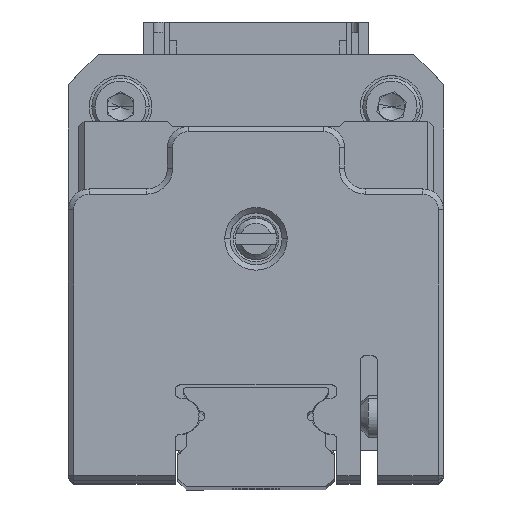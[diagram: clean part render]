
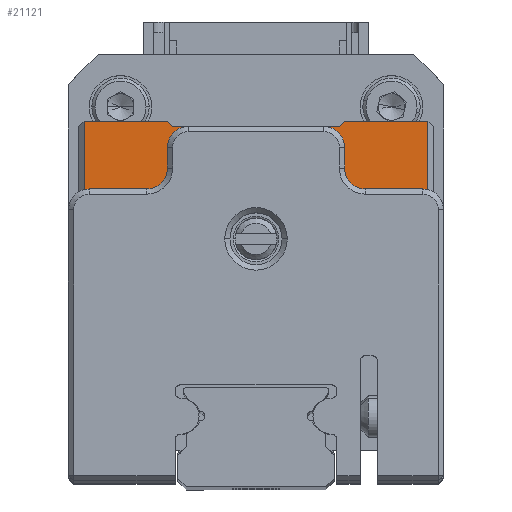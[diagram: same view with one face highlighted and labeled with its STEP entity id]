
A CAD part, top view. The second image highlights one B-rep face of the part: STEP entity #21121.
In plain terms, the highlighted planar face has unit normal (0, 0, 1).
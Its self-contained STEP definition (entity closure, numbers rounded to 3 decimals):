
#92 = CARTESIAN_POINT ( 'NONE',  ( -6.918, 16.865, 98.5 ) ) ;
#295 = EDGE_CURVE ( 'NONE', #42094, #60048, #4673, .T. ) ;
#2579 = VECTOR ( 'NONE', #52513, 1000. ) ;
#3243 = VERTEX_POINT ( 'NONE', #19574 ) ;
#3767 = DIRECTION ( 'NONE',  ( 1., 0., 0. ) ) ;
#3822 = CARTESIAN_POINT ( 'NONE',  ( -6.918, 16.865, 98.5 ) ) ;
#4673 = LINE ( 'NONE', #3822, #51490 ) ;
#5609 = EDGE_CURVE ( 'NONE', #27546, #23023, #52760, .T. ) ;
#5803 = DIRECTION ( 'NONE',  ( 0., 0., 1. ) ) ;
#6530 = EDGE_CURVE ( 'NONE', #13222, #57438, #49005, .T. ) ;
#7828 = EDGE_CURVE ( 'NONE', #22843, #30955, #38686, .T. ) ;
#7888 = DIRECTION ( 'NONE',  ( 0., 0., 1. ) ) ;
#9639 = ORIENTED_EDGE ( 'NONE', *, *, #26252, .T. ) ;
#10177 = EDGE_CURVE ( 'NONE', #42094, #25271, #24890, .T. ) ;
#10184 = CIRCLE ( 'NONE', #42066, 2.1 ) ;
#11205 = AXIS2_PLACEMENT_3D ( 'NONE', #18486, #51174, #23222 ) ;
#12777 = EDGE_CURVE ( 'NONE', #45617, #3243, #50204, .T. ) ;
#12894 = VECTOR ( 'NONE', #50933, 1000. ) ;
#12992 = CARTESIAN_POINT ( 'NONE',  ( 10.182, 5.875, 98.5 ) ) ;
#13222 = VERTEX_POINT ( 'NONE', #30900 ) ;
#13361 = CARTESIAN_POINT ( 'NONE',  ( -15.918, 17.365, 98.5 ) ) ;
#13547 = LINE ( 'NONE', #33956, #2579 ) ;
#14698 = ORIENTED_EDGE ( 'NONE', *, *, #295, .F. ) ;
#15860 = CARTESIAN_POINT ( 'NONE',  ( -15.918, 17.365, 98.5 ) ) ;
#15954 = CARTESIAN_POINT ( 'NONE',  ( 1.082, 5.915, 98.5 ) ) ;
#16693 = EDGE_CURVE ( 'NONE', #3243, #25915, #16877, .T. ) ;
#16877 = LINE ( 'NONE', #26208, #27872 ) ;
#18284 = PLANE ( 'NONE',  #40058 ) ;
#18486 = CARTESIAN_POINT ( 'NONE',  ( 8.082, 5.875, 98.5 ) ) ;
#18846 = FACE_OUTER_BOUND ( 'NONE', #39148, .T. ) ;
#19574 = CARTESIAN_POINT ( 'NONE',  ( -15.418, -1.385, 98.5 ) ) ;
#20024 = EDGE_LOOP ( 'NONE', ( #41158, #51261 ) ) ;
#20686 = DIRECTION ( 'NONE',  ( -1., 0., 0. ) ) ;
#21121 = ADVANCED_FACE ( 'NONE', ( #31317, #45200, #18846 ), #18284, .F. ) ;
#21438 = ORIENTED_EDGE ( 'NONE', *, *, #22647, .T. ) ;
#21598 = CARTESIAN_POINT ( 'NONE',  ( -3.418, -1.385, 98.5 ) ) ;
#21989 = CARTESIAN_POINT ( 'NONE',  ( -3.418, -1.885, 98.5 ) ) ;
#21997 = EDGE_LOOP ( 'NONE', ( #34829, #24033 ) ) ;
#22128 = CARTESIAN_POINT ( 'NONE',  ( -15.418, 17.365, 98.5 ) ) ;
#22251 = LINE ( 'NONE', #59815, #31760 ) ;
#22385 = CARTESIAN_POINT ( 'NONE',  ( 5.582, 5.915, 98.5 ) ) ;
#22440 = LINE ( 'NONE', #37740, #45821 ) ;
#22647 = EDGE_CURVE ( 'NONE', #49456, #55293, #13547, .T. ) ;
#22822 = CARTESIAN_POINT ( 'NONE',  ( 5.582, -1.385, 98.5 ) ) ;
#22843 = VERTEX_POINT ( 'NONE', #44352 ) ;
#22964 = CARTESIAN_POINT ( 'NONE',  ( -15.418, 17.365, 98.5 ) ) ;
#23023 = VERTEX_POINT ( 'NONE', #12992 ) ;
#23024 = DIRECTION ( 'NONE',  ( -1., 0., 0. ) ) ;
#23222 = DIRECTION ( 'NONE',  ( 1., 0., 0. ) ) ;
#23830 = DIRECTION ( 'NONE',  ( -0.707, -0.707, 0. ) ) ;
#24033 = ORIENTED_EDGE ( 'NONE', *, *, #5609, .F. ) ;
#24819 = EDGE_CURVE ( 'NONE', #23023, #27546, #44920, .T. ) ;
#24890 = LINE ( 'NONE', #54539, #60661 ) ;
#24899 = CARTESIAN_POINT ( 'NONE',  ( 17.582, 17.365, 98.5 ) ) ;
#24933 = LINE ( 'NONE', #21989, #49756 ) ;
#25028 = CIRCLE ( 'NONE', #48386, 4.5 ) ;
#25271 = VERTEX_POINT ( 'NONE', #40083 ) ;
#25915 = VERTEX_POINT ( 'NONE', #21598 ) ;
#26208 = CARTESIAN_POINT ( 'NONE',  ( -15.918, -1.385, 98.5 ) ) ;
#26252 = EDGE_CURVE ( 'NONE', #29111, #60048, #22440, .T. ) ;
#26541 = DIRECTION ( 'NONE',  ( -0.707, 0.707, 0. ) ) ;
#26770 = CARTESIAN_POINT ( 'NONE',  ( 8.082, 5.875, 98.5 ) ) ;
#26990 = ORIENTED_EDGE ( 'NONE', *, *, #60030, .F. ) ;
#27182 = ORIENTED_EDGE ( 'NONE', *, *, #10177, .T. ) ;
#27546 = VERTEX_POINT ( 'NONE', #46538 ) ;
#27872 = VECTOR ( 'NONE', #54177, 1000. ) ;
#28058 = CARTESIAN_POINT ( 'NONE',  ( -3.818, 5.875, 98.5 ) ) ;
#28750 = VERTEX_POINT ( 'NONE', #49523 ) ;
#29111 = VERTEX_POINT ( 'NONE', #33814 ) ;
#29213 = DIRECTION ( 'NONE',  ( 1., 0., 0. ) ) ;
#30000 = ORIENTED_EDGE ( 'NONE', *, *, #49862, .T. ) ;
#30900 = CARTESIAN_POINT ( 'NONE',  ( 17.582, -1.385, 98.5 ) ) ;
#30955 = VERTEX_POINT ( 'NONE', #28058 ) ;
#31317 = FACE_BOUND ( 'NONE', #21997, .T. ) ;
#31473 = DIRECTION ( 'NONE',  ( 1., 0., 0. ) ) ;
#31760 = VECTOR ( 'NONE', #3767, 1000. ) ;
#31784 = LINE ( 'NONE', #33718, #55146 ) ;
#33718 = CARTESIAN_POINT ( 'NONE',  ( -15.918, -1.385, 98.5 ) ) ;
#33814 = CARTESIAN_POINT ( 'NONE',  ( 9.582, 17.365, 98.5 ) ) ;
#33869 = CARTESIAN_POINT ( 'NONE',  ( -5.918, 5.875, 98.5 ) ) ;
#33956 = CARTESIAN_POINT ( 'NONE',  ( 5.582, 5.915, 98.5 ) ) ;
#34829 = ORIENTED_EDGE ( 'NONE', *, *, #24819, .F. ) ;
#34918 = DIRECTION ( 'NONE',  ( 1., 0., 0. ) ) ;
#35116 = ORIENTED_EDGE ( 'NONE', *, *, #16693, .T. ) ;
#35901 = DIRECTION ( 'NONE',  ( 0., 1., 0. ) ) ;
#35936 = CARTESIAN_POINT ( 'NONE',  ( -5.918, 5.875, 98.5 ) ) ;
#36441 = EDGE_CURVE ( 'NONE', #25915, #28750, #24933, .T. ) ;
#36597 = VECTOR ( 'NONE', #57591, 1000. ) ;
#37607 = LINE ( 'NONE', #15860, #51446 ) ;
#37740 = CARTESIAN_POINT ( 'NONE',  ( 9.082, 16.865, 98.5 ) ) ;
#38272 = EDGE_CURVE ( 'NONE', #30955, #22843, #10184, .T. ) ;
#38321 = AXIS2_PLACEMENT_3D ( 'NONE', #33869, #5803, #38594 ) ;
#38594 = DIRECTION ( 'NONE',  ( 1., 0., 0. ) ) ;
#38686 = CIRCLE ( 'NONE', #38321, 2.1 ) ;
#39148 = EDGE_LOOP ( 'NONE', ( #14698, #27182, #26990, #46557, #35116, #50879, #30000, #21438, #52071, #51523, #54661, #9639 ) ) ;
#40058 = AXIS2_PLACEMENT_3D ( 'NONE', #13361, #50982, #23024 ) ;
#40083 = CARTESIAN_POINT ( 'NONE',  ( -7.418, 17.365, 98.5 ) ) ;
#40645 = DIRECTION ( 'NONE',  ( 1., 0., 0. ) ) ;
#41158 = ORIENTED_EDGE ( 'NONE', *, *, #38272, .F. ) ;
#41318 = DIRECTION ( 'NONE',  ( 1., 0., 0. ) ) ;
#42066 = AXIS2_PLACEMENT_3D ( 'NONE', #35936, #7888, #40645 ) ;
#42094 = VERTEX_POINT ( 'NONE', #92 ) ;
#44352 = CARTESIAN_POINT ( 'NONE',  ( -8.018, 5.875, 98.5 ) ) ;
#44920 = CIRCLE ( 'NONE', #11205, 2.1 ) ;
#45200 = FACE_BOUND ( 'NONE', #20024, .T. ) ;
#45617 = VERTEX_POINT ( 'NONE', #22128 ) ;
#45821 = VECTOR ( 'NONE', #23830, 1000. ) ;
#46538 = CARTESIAN_POINT ( 'NONE',  ( 5.982, 5.875, 98.5 ) ) ;
#46557 = ORIENTED_EDGE ( 'NONE', *, *, #12777, .T. ) ;
#46712 = EDGE_CURVE ( 'NONE', #55293, #13222, #31784, .T. ) ;
#48386 = AXIS2_PLACEMENT_3D ( 'NONE', #15954, #48685, #20686 ) ;
#48685 = DIRECTION ( 'NONE',  ( 0., 0., -1. ) ) ;
#49005 = LINE ( 'NONE', #24899, #36597 ) ;
#49456 = VERTEX_POINT ( 'NONE', #22385 ) ;
#49523 = CARTESIAN_POINT ( 'NONE',  ( -3.418, 5.915, 98.5 ) ) ;
#49543 = AXIS2_PLACEMENT_3D ( 'NONE', #26770, #59406, #31473 ) ;
#49756 = VECTOR ( 'NONE', #35901, 1000. ) ;
#49862 = EDGE_CURVE ( 'NONE', #28750, #49456, #25028, .T. ) ;
#50204 = LINE ( 'NONE', #22964, #12894 ) ;
#50879 = ORIENTED_EDGE ( 'NONE', *, *, #36441, .T. ) ;
#50933 = DIRECTION ( 'NONE',  ( 0., -1., 0. ) ) ;
#50982 = DIRECTION ( 'NONE',  ( 0., 0., -1. ) ) ;
#51174 = DIRECTION ( 'NONE',  ( 0., 0., 1. ) ) ;
#51261 = ORIENTED_EDGE ( 'NONE', *, *, #7828, .F. ) ;
#51446 = VECTOR ( 'NONE', #34918, 1000. ) ;
#51490 = VECTOR ( 'NONE', #41318, 1000. ) ;
#51523 = ORIENTED_EDGE ( 'NONE', *, *, #6530, .T. ) ;
#52071 = ORIENTED_EDGE ( 'NONE', *, *, #46712, .T. ) ;
#52513 = DIRECTION ( 'NONE',  ( 0., -1., 0. ) ) ;
#52760 = CIRCLE ( 'NONE', #49543, 2.1 ) ;
#54177 = DIRECTION ( 'NONE',  ( 1., 0., 0. ) ) ;
#54539 = CARTESIAN_POINT ( 'NONE',  ( -6.918, 16.865, 98.5 ) ) ;
#54661 = ORIENTED_EDGE ( 'NONE', *, *, #57662, .F. ) ;
#55146 = VECTOR ( 'NONE', #29213, 1000. ) ;
#55293 = VERTEX_POINT ( 'NONE', #22822 ) ;
#57438 = VERTEX_POINT ( 'NONE', #59452 ) ;
#57591 = DIRECTION ( 'NONE',  ( 0., 1., 0. ) ) ;
#57662 = EDGE_CURVE ( 'NONE', #29111, #57438, #22251, .T. ) ;
#58353 = CARTESIAN_POINT ( 'NONE',  ( 9.082, 16.865, 98.5 ) ) ;
#59406 = DIRECTION ( 'NONE',  ( 0., 0., 1. ) ) ;
#59452 = CARTESIAN_POINT ( 'NONE',  ( 17.582, 17.365, 98.5 ) ) ;
#59815 = CARTESIAN_POINT ( 'NONE',  ( -15.918, 17.365, 98.5 ) ) ;
#60030 = EDGE_CURVE ( 'NONE', #45617, #25271, #37607, .T. ) ;
#60048 = VERTEX_POINT ( 'NONE', #58353 ) ;
#60661 = VECTOR ( 'NONE', #26541, 1000. ) ;
